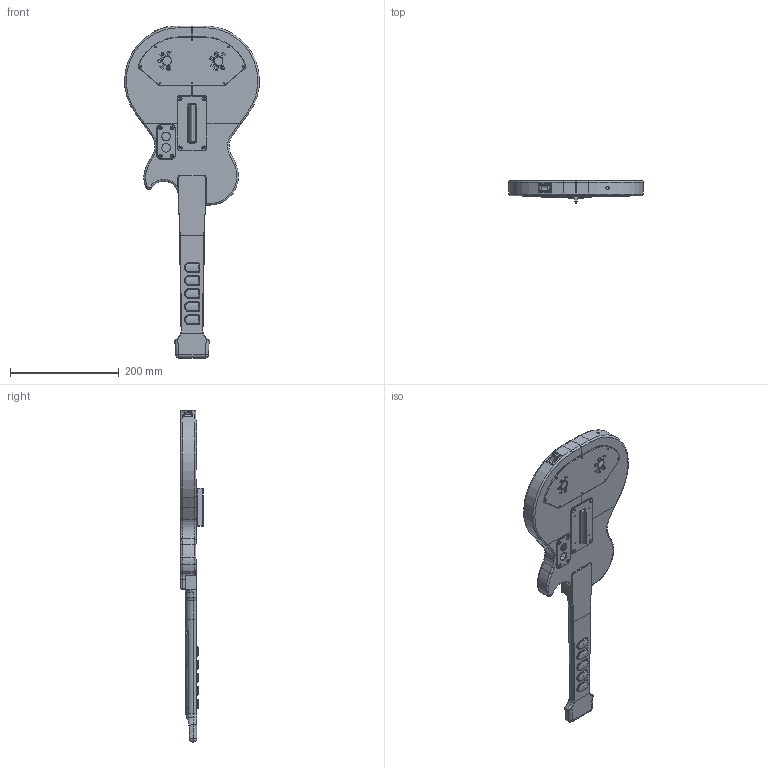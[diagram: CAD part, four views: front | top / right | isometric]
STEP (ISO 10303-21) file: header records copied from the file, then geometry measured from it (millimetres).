
FILE_DESCRIPTION(/* description */ ('STEP AP214'),/* implementation_level */ '2;1');
FILE_NAME(/* name */ 'Mini-Guitar-Final Assembly.step',/* time_stamp */ '2025-05-17T20:41:10-04:00',/* author */ (''),/* organization */ (''),/* preprocessor_version */ 'ST-DEVELOPER v20.1',/* originating_system */ 'Autodesk Translation Framework v14.4.0.0',/* authorisation */ '');
FILE_SCHEMA (('AUTOMOTIVE_DESIGN { 1 0 10303 214 3 1 1 }'));
Length unit declared in the file: millimetre
Products named in the file (12): DIYCloneHeroController - Full Assembly; Les Paul Printed Kneck; Fret Button Assy; Fret Button Full Height; Kneck PCB Cover; Les Paul Body Printed; Strum Bar Assembly; Strum Bar; Strum Bar Mount Printed; DIYCloneHeroController - Full Assembly_1; Button and Whammy Mount Plate; Component60
Assembly tree (15 placements, depth 3):
  DIYCloneHeroController - Full Assembly
    Les Paul Printed Kneck
    Fret Button Assy  x5
      Fret Button Full Height
    Kneck PCB Cover
    Les Paul Body Printed
    Strum Bar Assembly
      Strum Bar
      Strum Bar Mount Printed
    DIYCloneHeroController - Full Assembly_1
      Button and Whammy Mount Plate
    Component60
Bounding box: 248.18 x 41.99 x 611.48 mm (x, y, z)
Volume: 1507100.1 mm3; surface area: 316325.4 mm2
Topology: 16 solids, 16 shells, 1332 faces, 3335 edges, 2103 vertices
Faces by surface type: plane 633, cylinder 411, bspline 133, cone 107, torus 48
Full cylindrical faces by diameter (mm): 2.5 x4, 3 x24, 3.5 x17, 3.694 x2, 4 x5, 5 x21, 5.5 x4, 6 x3, 6.5 x4, 7 x4, 8 x5, 12.5 x1, 16 x4
Entity records: 32294 total; most frequent: CARTESIAN_POINT 8798, ORIENTED_EDGE 4840, DIRECTION 4663, EDGE_CURVE 2420, AXIS2_PLACEMENT_3D 1622, VERTEX_POINT 1559, LINE 1419, VECTOR 1419
